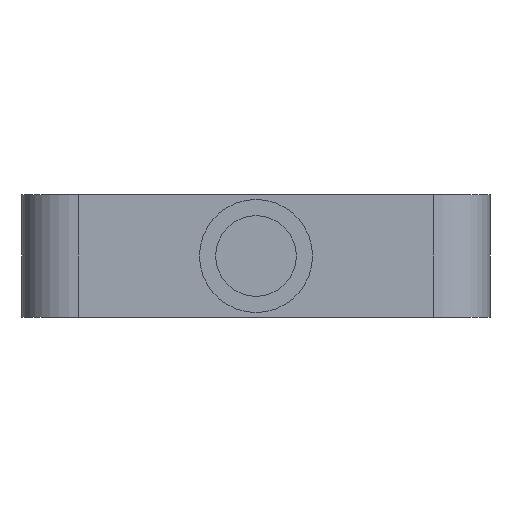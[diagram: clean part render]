
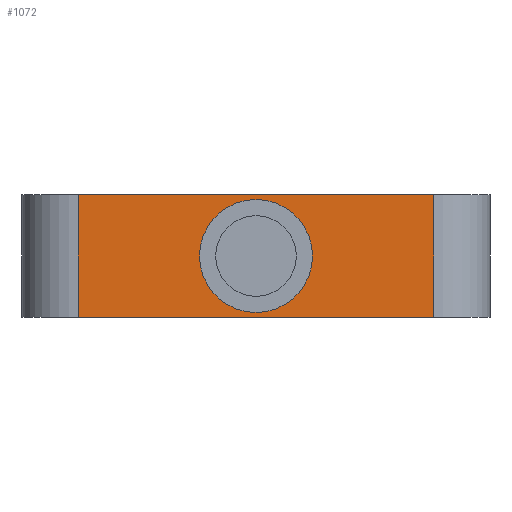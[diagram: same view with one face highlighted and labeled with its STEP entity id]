
A CAD part, left-side view. The second image highlights one B-rep face of the part: STEP entity #1072.
In plain terms, the highlighted planar face has unit normal (-1, 0, 0).
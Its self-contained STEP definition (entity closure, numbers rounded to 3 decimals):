
#3 = EDGE_LOOP ( 'NONE', ( #227, #214 ) ) ;
#57 = EDGE_LOOP ( 'NONE', ( #226, #851, #850, #849 ) ) ;
#110 = AXIS2_PLACEMENT_3D ( 'NONE', #422, #393, #476 ) ;
#158 = AXIS2_PLACEMENT_3D ( 'NONE', #643, #639, #644 ) ;
#162 = EDGE_CURVE ( 'NONE', #490, #585, #175, .T. ) ;
#175 = CIRCLE ( 'NONE', #158, 17.5 ) ;
#199 = VECTOR ( 'NONE', #979, 1000. ) ;
#207 = LINE ( 'NONE', #1014, #199 ) ;
#214 = ORIENTED_EDGE ( 'NONE', *, *, #162, .T. ) ;
#226 = ORIENTED_EDGE ( 'NONE', *, *, #1109, .T. ) ;
#227 = ORIENTED_EDGE ( 'NONE', *, *, #1148, .T. ) ;
#234 = FACE_BOUND ( 'NONE', #3, .T. ) ;
#254 = VECTOR ( 'NONE', #586, 1000. ) ;
#255 = LINE ( 'NONE', #588, #254 ) ;
#272 = VECTOR ( 'NONE', #892, 1000. ) ;
#275 = LINE ( 'NONE', #893, #272 ) ;
#298 = FACE_OUTER_BOUND ( 'NONE', #57, .T. ) ;
#393 = DIRECTION ( 'NONE',  ( 1., 0., 0. ) ) ;
#400 = VERTEX_POINT ( 'NONE', #620 ) ;
#422 = CARTESIAN_POINT ( 'NONE',  ( -72.5, -55., 38. ) ) ;
#449 = CARTESIAN_POINT ( 'NONE',  ( -72.5, -55., 38. ) ) ;
#476 = DIRECTION ( 'NONE',  ( 0., 0., -1. ) ) ;
#487 = VERTEX_POINT ( 'NONE', #449 ) ;
#490 = VERTEX_POINT ( 'NONE', #601 ) ;
#514 = PLANE ( 'NONE',  #110 ) ;
#527 = CARTESIAN_POINT ( 'NONE',  ( -72.5, 55., 0. ) ) ;
#535 = CARTESIAN_POINT ( 'NONE',  ( -72.5, 17.5, 19. ) ) ;
#571 = VERTEX_POINT ( 'NONE', #527 ) ;
#585 = VERTEX_POINT ( 'NONE', #535 ) ;
#586 = DIRECTION ( 'NONE',  ( 0., -1., 0. ) ) ;
#588 = CARTESIAN_POINT ( 'NONE',  ( -72.5, -55., 38. ) ) ;
#594 = CARTESIAN_POINT ( 'NONE',  ( -72.5, -55., 0. ) ) ;
#601 = CARTESIAN_POINT ( 'NONE',  ( -72.5, -17.5, 19. ) ) ;
#620 = CARTESIAN_POINT ( 'NONE',  ( -72.5, 55., 38. ) ) ;
#639 = DIRECTION ( 'NONE',  ( 1., 0., 0. ) ) ;
#643 = CARTESIAN_POINT ( 'NONE',  ( -72.5, 0., 19. ) ) ;
#644 = DIRECTION ( 'NONE',  ( 0., 1., 0. ) ) ;
#665 = VECTOR ( 'NONE', #904, 1000. ) ;
#672 = LINE ( 'NONE', #911, #665 ) ;
#677 = CIRCLE ( 'NONE', #1043, 17.5 ) ;
#849 = ORIENTED_EDGE ( 'NONE', *, *, #1100, .T. ) ;
#850 = ORIENTED_EDGE ( 'NONE', *, *, #1085, .F. ) ;
#851 = ORIENTED_EDGE ( 'NONE', *, *, #1142, .F. ) ;
#875 = DIRECTION ( 'NONE',  ( 0., 1., 0. ) ) ;
#881 = DIRECTION ( 'NONE',  ( 1., 0., 0. ) ) ;
#892 = DIRECTION ( 'NONE',  ( 0., 0., -1. ) ) ;
#893 = CARTESIAN_POINT ( 'NONE',  ( -72.5, 55., 38. ) ) ;
#904 = DIRECTION ( 'NONE',  ( 0., 0., -1. ) ) ;
#911 = CARTESIAN_POINT ( 'NONE',  ( -72.5, -55., 38. ) ) ;
#979 = DIRECTION ( 'NONE',  ( 0., -1., 0. ) ) ;
#981 = CARTESIAN_POINT ( 'NONE',  ( -72.5, 0., 19. ) ) ;
#1014 = CARTESIAN_POINT ( 'NONE',  ( -72.5, -55., 0. ) ) ;
#1032 = VERTEX_POINT ( 'NONE', #594 ) ;
#1043 = AXIS2_PLACEMENT_3D ( 'NONE', #981, #881, #875 ) ;
#1072 = ADVANCED_FACE ( 'NONE', ( #234, #298 ), #514, .F. ) ;
#1085 = EDGE_CURVE ( 'NONE', #400, #487, #255, .T. ) ;
#1100 = EDGE_CURVE ( 'NONE', #400, #571, #275, .T. ) ;
#1109 = EDGE_CURVE ( 'NONE', #571, #1032, #207, .T. ) ;
#1142 = EDGE_CURVE ( 'NONE', #487, #1032, #672, .T. ) ;
#1148 = EDGE_CURVE ( 'NONE', #585, #490, #677, .T. ) ;
